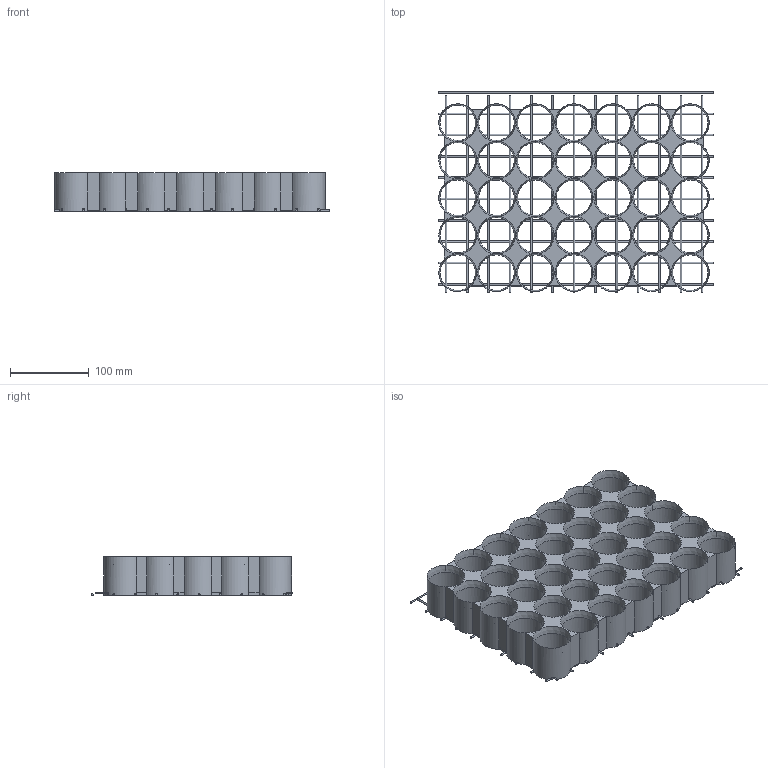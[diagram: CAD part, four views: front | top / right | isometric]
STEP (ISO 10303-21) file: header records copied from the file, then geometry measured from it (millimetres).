
FILE_DESCRIPTION(/* description */ (''),/* implementation_level */ '2;1');
FILE_NAME(/* name */ 'SPICEHOLDER v3.stp',/* time_stamp */ '2025-09-12T00:13:43+02:00',/* author */ (''),/* organization */ (''),/* preprocessor_version */ 'ST-DEVELOPER v20.1',/* originating_system */ 'Autodesk Translation Framework v14.10.0.0',/* authorisation */ '');
FILE_SCHEMA (('AUTOMOTIVE_DESIGN { 1 0 10303 214 3 1 1 }'));
Length unit declared in the file: millimetre
Products named in the file (2): SPICEHOLDER; Component1
Assembly tree (1 placements, depth 2):
  SPICEHOLDER
    Component1
Bounding box: 350 x 254.5 x 49 mm (x, y, z)
Volume: 1044635.9 mm3; surface area: 387885.4 mm2
Topology: 24 solids, 24 shells, 837 faces, 2503 edges, 1644 vertices
Faces by surface type: plane 556, cylinder 246, cone 35
Full cylindrical faces by diameter (mm): 2 x23, 45 x35
Entity records: 32822 total; most frequent: CARTESIAN_POINT 10196, ORIENTED_EDGE 5006, DIRECTION 4471, EDGE_CURVE 2503, VERTEX_POINT 1644, LINE 1591, VECTOR 1591, AXIS2_PLACEMENT_3D 1440
